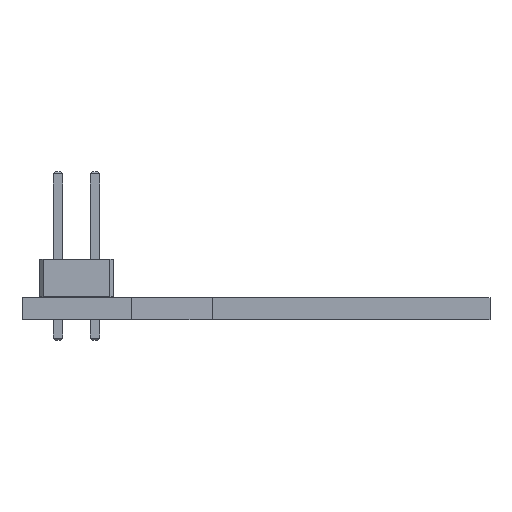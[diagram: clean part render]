
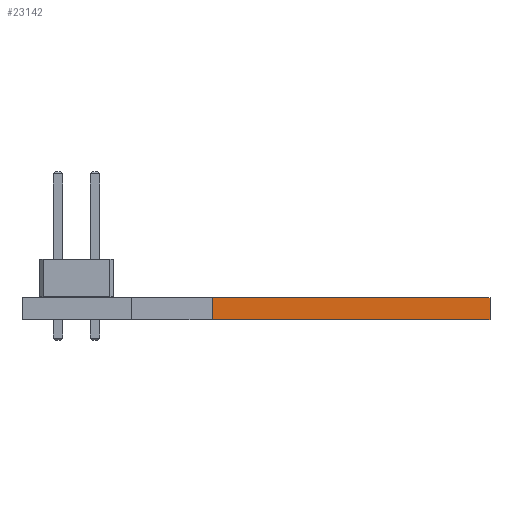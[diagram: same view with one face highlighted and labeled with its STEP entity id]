
A CAD part, front view. The second image highlights one B-rep face of the part: STEP entity #23142.
In plain terms, the highlighted planar face has unit normal (0, -1, 0).
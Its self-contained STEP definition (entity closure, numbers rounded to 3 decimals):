
#23142 = ADVANCED_FACE('',(#23143),#23177,.T.);
#23143 = FACE_BOUND('',#23144,.T.);
#23144 = EDGE_LOOP('',(#23145,#23155,#23163,#23171));
#23145 = ORIENTED_EDGE('',*,*,#23146,.T.);
#23146 = EDGE_CURVE('',#23147,#23149,#23151,.T.);
#23147 = VERTEX_POINT('',#23148);
#23148 = CARTESIAN_POINT('',(124.,-116.5,0.));
#23149 = VERTEX_POINT('',#23150);
#23150 = CARTESIAN_POINT('',(124.,-116.5,1.51));
#23151 = LINE('',#23152,#23153);
#23152 = CARTESIAN_POINT('',(124.,-116.5,0.));
#23153 = VECTOR('',#23154,1.);
#23154 = DIRECTION('',(0.,0.,1.));
#23155 = ORIENTED_EDGE('',*,*,#23156,.T.);
#23156 = EDGE_CURVE('',#23149,#23157,#23159,.T.);
#23157 = VERTEX_POINT('',#23158);
#23158 = CARTESIAN_POINT('',(105.,-116.5,1.51));
#23159 = LINE('',#23160,#23161);
#23160 = CARTESIAN_POINT('',(124.,-116.5,1.51));
#23161 = VECTOR('',#23162,1.);
#23162 = DIRECTION('',(-1.,0.,0.));
#23163 = ORIENTED_EDGE('',*,*,#23164,.F.);
#23164 = EDGE_CURVE('',#23165,#23157,#23167,.T.);
#23165 = VERTEX_POINT('',#23166);
#23166 = CARTESIAN_POINT('',(105.,-116.5,0.));
#23167 = LINE('',#23168,#23169);
#23168 = CARTESIAN_POINT('',(105.,-116.5,0.));
#23169 = VECTOR('',#23170,1.);
#23170 = DIRECTION('',(0.,0.,1.));
#23171 = ORIENTED_EDGE('',*,*,#23172,.F.);
#23172 = EDGE_CURVE('',#23147,#23165,#23173,.T.);
#23173 = LINE('',#23174,#23175);
#23174 = CARTESIAN_POINT('',(124.,-116.5,0.));
#23175 = VECTOR('',#23176,1.);
#23176 = DIRECTION('',(-1.,0.,0.));
#23177 = PLANE('',#23178);
#23178 = AXIS2_PLACEMENT_3D('',#23179,#23180,#23181);
#23179 = CARTESIAN_POINT('',(124.,-116.5,0.));
#23180 = DIRECTION('',(0.,-1.,0.));
#23181 = DIRECTION('',(-1.,0.,0.));
